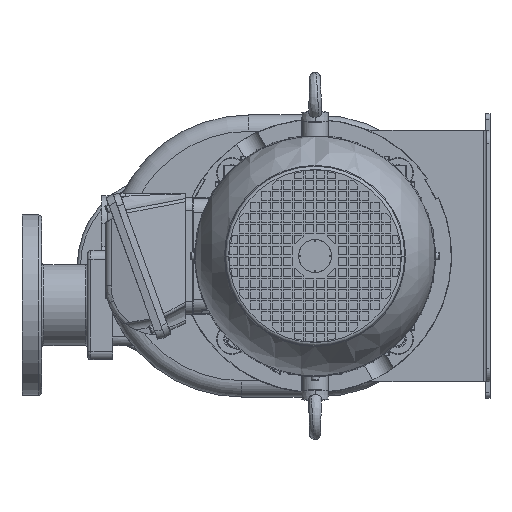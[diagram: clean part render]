
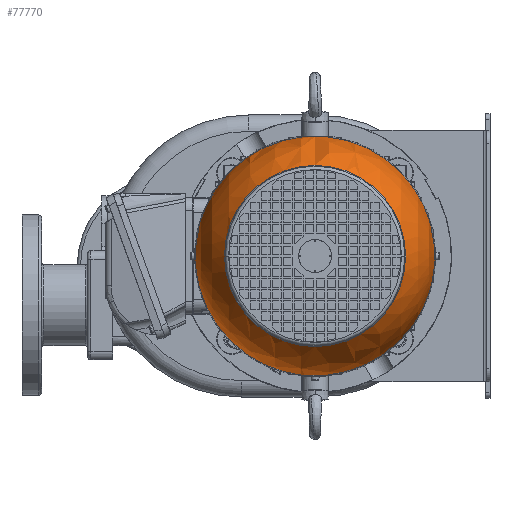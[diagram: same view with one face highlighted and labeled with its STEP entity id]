
A CAD part, left-side view. The second image highlights one B-rep face of the part: STEP entity #77770.
In plain terms, the highlighted spherical face has radius 109.545 mm.
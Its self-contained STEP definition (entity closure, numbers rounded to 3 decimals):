
#23128=CARTESIAN_POINT('',(-259.468,-11.079,
108.945));
#23650=CARTESIAN_POINT('',(-256.6,0.,108.945));
#23651=DIRECTION('',(0.,0.,1.));
#23652=DIRECTION('',(-0.251,0.968,0.));
#23653=AXIS2_PLACEMENT_3D('',#23650,#23651,#23652);
#23655=CARTESIAN_POINT('',(-259.468,0.,0.));
#23656=DIRECTION('',(1.,0.,0.));
#23657=DIRECTION('',(0.,-0.101,0.995));
#23658=AXIS2_PLACEMENT_3D('',#23655,#23656,#23657);
#23660=CARTESIAN_POINT('',(-328.284,0.,0.));
#23661=DIRECTION('',(-1.,0.,0.));
#23662=DIRECTION('',(0.,1.,0.));
#23663=AXIS2_PLACEMENT_3D('',#23660,#23661,#23662);
#23665=CARTESIAN_POINT('',(-328.284,0.,0.));
#23666=DIRECTION('',(-1.,0.,0.));
#23667=DIRECTION('',(0.,-1.,0.));
#23668=AXIS2_PLACEMENT_3D('',#23665,#23666,#23667);
#44137=VERTEX_POINT('',#23128);
#44372=CARTESIAN_POINT('',(-328.284,-82.833,
0.));
#44373=VERTEX_POINT('',#44372);
#44406=CARTESIAN_POINT('',(-328.284,82.833,
0.));
#44407=VERTEX_POINT('',#44406);
#46288=CARTESIAN_POINT('',(-259.468,11.079,
108.945));
#46289=VERTEX_POINT('',#46288);
#77755=CARTESIAN_POINT('',(-256.6,0.,0.));
#77756=DIRECTION('',(0.,-1.,0.));
#77757=DIRECTION('',(0.,0.,-1.));
#77758=AXIS2_PLACEMENT_3D('',#77755,#77756,#77757);
#77759=SPHERICAL_SURFACE('',#77758,109.545);
#77760=ORIENTED_EDGE('',*,*,#77750,.T.);
#77761=ORIENTED_EDGE('',*,*,#77669,.T.);
#77762=EDGE_LOOP('',(#77760,#77761));
#77763=FACE_OUTER_BOUND('',#77762,.F.);
#77765=ORIENTED_EDGE('',*,*,#77764,.T.);
#77767=ORIENTED_EDGE('',*,*,#77766,.T.);
#77768=EDGE_LOOP('',(#77765,#77767));
#77769=FACE_BOUND('',#77768,.F.);
#77770=ADVANCED_FACE('',(#77763,#77769),#77759,.T.);
#23654=CIRCLE('',#23653,11.444);
#23659=CIRCLE('',#23658,109.507);
#23664=CIRCLE('',#23663,82.833);
#23669=CIRCLE('',#23668,82.833);
#77669=EDGE_CURVE('',#44137,#46289,#23659,.T.);
#77750=EDGE_CURVE('',#46289,#44137,#23654,.T.);
#77764=EDGE_CURVE('',#44407,#44373,#23664,.T.);
#77766=EDGE_CURVE('',#44373,#44407,#23669,.T.);
